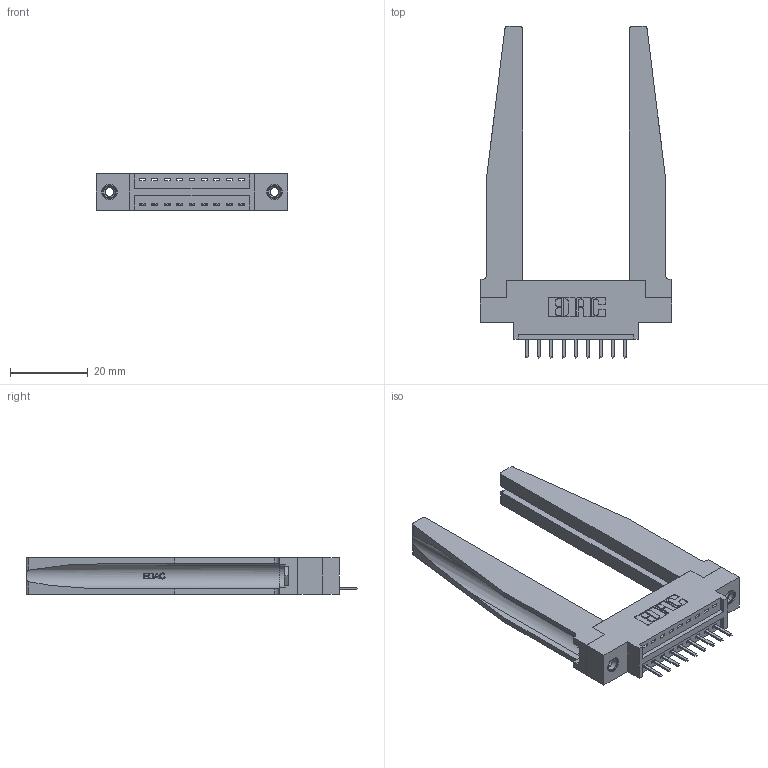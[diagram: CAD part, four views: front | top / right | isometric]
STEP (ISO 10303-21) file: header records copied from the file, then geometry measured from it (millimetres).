
FILE_DESCRIPTION (( 'STEP AP203' ), '1' );
FILE_NAME ('396-009-520-678.STEP', '2019-10-26T13:39:16', ( '' ), ( '' ), 'SwSTEP 2.0', 'SolidWorks 2016', '' );
FILE_SCHEMA (( 'CONFIG_CONTROL_DESIGN' ));
Length unit declared in the file: inch
Products named in the file (5): 346-220-078_345-220-078; 346 Part_0.170 Offset - 0.156 Dia-TH; 345-292-001_345-293-120; 396-009-520-678; 345-250-001_345-250-001-102
Assembly tree (14 placements, depth 2):
  396-009-520-678
    346 Part_0.170 Offset - 0.156 Dia-TH
    345-292-001_345-293-120  x9
    346-220-078_345-220-078  x2
    345-250-001_345-250-001-102  x2
Bounding box: 49.15 x 85.29 x 9.4 mm (x, y, z)
Volume: 11205.6 mm3; surface area: 11628.3 mm2
Topology: 14 solids, 14 shells, 918 faces, 2605 edges, 1702 vertices
Faces by surface type: plane 600, cylinder 266, bspline 36, cone 12, torus 4
Entity records: 15022 total; most frequent: CARTESIAN_POINT 3510, ORIENTED_EDGE 2330, DIRECTION 2109, EDGE_CURVE 1165, LINE 899, VECTOR 899, VERTEX_POINT 768, AXIS2_PLACEMENT_3D 605
